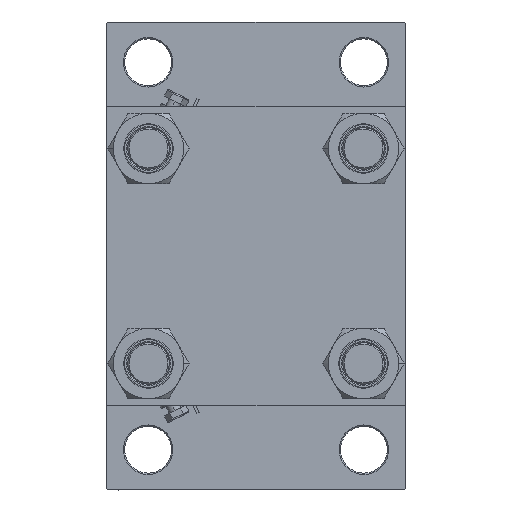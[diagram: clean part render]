
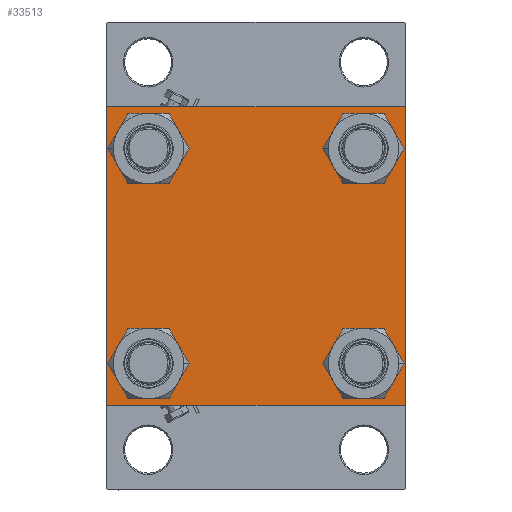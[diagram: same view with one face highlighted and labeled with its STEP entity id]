
A CAD part, left-side view. The second image highlights one B-rep face of the part: STEP entity #33513.
In plain terms, the highlighted planar face has unit normal (-1, 0, 0).
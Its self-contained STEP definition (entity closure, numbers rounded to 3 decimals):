
#363 = CIRCLE ( 'NONE', #15014, 8.5 ) ;
#1326 = CARTESIAN_POINT ( 'NONE',  ( 0., 57., 57.5 ) ) ;
#1523 = CARTESIAN_POINT ( 'NONE',  ( 0., -57.5, 57. ) ) ;
#1737 = VECTOR ( 'NONE', #38613, 1000. ) ;
#1985 = DIRECTION ( 'NONE',  ( 0., -1., 0. ) ) ;
#2828 = CARTESIAN_POINT ( 'NONE',  ( 0., -57.25, 57.25 ) ) ;
#2909 = VERTEX_POINT ( 'NONE', #38980 ) ;
#3089 = ORIENTED_EDGE ( 'NONE', *, *, #30087, .T. ) ;
#3187 = CARTESIAN_POINT ( 'NONE',  ( 0., 57.5, 57.5 ) ) ;
#3588 = DIRECTION ( 'NONE',  ( 0., 0., 1. ) ) ;
#4270 = LINE ( 'NONE', #2828, #19830 ) ;
#4291 = ORIENTED_EDGE ( 'NONE', *, *, #42053, .T. ) ;
#4964 = CARTESIAN_POINT ( 'NONE',  ( 0., 41.35, 41.35 ) ) ;
#5204 = VERTEX_POINT ( 'NONE', #43657 ) ;
#5295 = CARTESIAN_POINT ( 'NONE',  ( 0., -41.35, -41.35 ) ) ;
#6301 = VERTEX_POINT ( 'NONE', #43248 ) ;
#6380 = EDGE_CURVE ( 'NONE', #10528, #10090, #33786, .T. ) ;
#7056 = CARTESIAN_POINT ( 'NONE',  ( 0., 41.35, -41.35 ) ) ;
#7518 = EDGE_CURVE ( 'NONE', #21552, #40486, #36872, .T. ) ;
#7534 = FACE_OUTER_BOUND ( 'NONE', #26342, .T. ) ;
#8035 = PLANE ( 'NONE',  #10938 ) ;
#8435 = CIRCLE ( 'NONE', #42646, 8.5 ) ;
#8463 = CARTESIAN_POINT ( 'NONE',  ( 0., 57.5, -57. ) ) ;
#8617 = AXIS2_PLACEMENT_3D ( 'NONE', #41930, #48591, #14367 ) ;
#9134 = ORIENTED_EDGE ( 'NONE', *, *, #15828, .T. ) ;
#9307 = DIRECTION ( 'NONE',  ( 0., 0., 1. ) ) ;
#9655 = DIRECTION ( 'NONE',  ( 0., 0.707, -0.707 ) ) ;
#10080 = ORIENTED_EDGE ( 'NONE', *, *, #28647, .T. ) ;
#10090 = VERTEX_POINT ( 'NONE', #11335 ) ;
#10528 = VERTEX_POINT ( 'NONE', #8463 ) ;
#10780 = CARTESIAN_POINT ( 'NONE',  ( 0., -41.35, 32.85 ) ) ;
#10938 = AXIS2_PLACEMENT_3D ( 'NONE', #42504, #35593, #23096 ) ;
#11335 = CARTESIAN_POINT ( 'NONE',  ( 0., 57., -57.5 ) ) ;
#11722 = LINE ( 'NONE', #47188, #33164 ) ;
#12225 = DIRECTION ( 'NONE',  ( 0., -1., 0. ) ) ;
#13129 = EDGE_CURVE ( 'NONE', #10090, #14566, #50498, .T. ) ;
#13658 = VERTEX_POINT ( 'NONE', #45993 ) ;
#13729 = CARTESIAN_POINT ( 'NONE',  ( 0., 57.25, 57.25 ) ) ;
#13849 = EDGE_LOOP ( 'NONE', ( #24594, #9134 ) ) ;
#14289 = CIRCLE ( 'NONE', #42823, 8.5 ) ;
#14367 = DIRECTION ( 'NONE',  ( 0., 0., 1. ) ) ;
#14566 = VERTEX_POINT ( 'NONE', #28721 ) ;
#15014 = AXIS2_PLACEMENT_3D ( 'NONE', #5295, #20869, #20612 ) ;
#15202 = ORIENTED_EDGE ( 'NONE', *, *, #7518, .F. ) ;
#15828 = EDGE_CURVE ( 'NONE', #31660, #6301, #20322, .T. ) ;
#15995 = DIRECTION ( 'NONE',  ( 0., 0., 1. ) ) ;
#17476 = ORIENTED_EDGE ( 'NONE', *, *, #48514, .T. ) ;
#17647 = AXIS2_PLACEMENT_3D ( 'NONE', #47373, #39969, #15995 ) ;
#18226 = CARTESIAN_POINT ( 'NONE',  ( 0., -57.5, 57.5 ) ) ;
#18445 = CARTESIAN_POINT ( 'NONE',  ( 0., -57.25, -57.25 ) ) ;
#18753 = EDGE_CURVE ( 'NONE', #19727, #25067, #45118, .T. ) ;
#18876 = VECTOR ( 'NONE', #25886, 1000. ) ;
#19495 = ORIENTED_EDGE ( 'NONE', *, *, #46355, .T. ) ;
#19727 = VERTEX_POINT ( 'NONE', #1326 ) ;
#19830 = VECTOR ( 'NONE', #19834, 1000. ) ;
#19834 = DIRECTION ( 'NONE',  ( 0., 0.707, 0.707 ) ) ;
#20322 = CIRCLE ( 'NONE', #29266, 8.5 ) ;
#20612 = DIRECTION ( 'NONE',  ( 0., 0., 1. ) ) ;
#20661 = DIRECTION ( 'NONE',  ( 0., 0., 1. ) ) ;
#20869 = DIRECTION ( 'NONE',  ( 1., 0., 0. ) ) ;
#21042 = DIRECTION ( 'NONE',  ( 1., 0., 0. ) ) ;
#21552 = VERTEX_POINT ( 'NONE', #1523 ) ;
#22092 = CARTESIAN_POINT ( 'NONE',  ( 0., 41.35, -41.35 ) ) ;
#22310 = ORIENTED_EDGE ( 'NONE', *, *, #39155, .T. ) ;
#22340 = LINE ( 'NONE', #3187, #48331 ) ;
#22622 = DIRECTION ( 'NONE',  ( 1., 0., 0. ) ) ;
#23096 = DIRECTION ( 'NONE',  ( 0., 0., 1. ) ) ;
#23489 = DIRECTION ( 'NONE',  ( 0., 0., 1. ) ) ;
#23737 = CARTESIAN_POINT ( 'NONE',  ( 0., -41.35, 41.35 ) ) ;
#23855 = FACE_BOUND ( 'NONE', #48310, .T. ) ;
#24594 = ORIENTED_EDGE ( 'NONE', *, *, #47877, .T. ) ;
#24840 = CIRCLE ( 'NONE', #37835, 8.5 ) ;
#25067 = VERTEX_POINT ( 'NONE', #49965 ) ;
#25425 = DIRECTION ( 'NONE',  ( 1., 0., 0. ) ) ;
#25886 = DIRECTION ( 'NONE',  ( 0., 0., -1. ) ) ;
#26342 = EDGE_LOOP ( 'NONE', ( #4291, #26397, #34157, #19495, #15202, #10080, #46364, #48937 ) ) ;
#26397 = ORIENTED_EDGE ( 'NONE', *, *, #6380, .T. ) ;
#26931 = VECTOR ( 'NONE', #9655, 1000. ) ;
#28070 = CARTESIAN_POINT ( 'NONE',  ( 0., -57., 57.5 ) ) ;
#28280 = ORIENTED_EDGE ( 'NONE', *, *, #49883, .T. ) ;
#28647 = EDGE_CURVE ( 'NONE', #21552, #29781, #4270, .T. ) ;
#28721 = CARTESIAN_POINT ( 'NONE',  ( 0., -57., -57.5 ) ) ;
#29266 = AXIS2_PLACEMENT_3D ( 'NONE', #23737, #38548, #23489 ) ;
#29318 = VERTEX_POINT ( 'NONE', #38608 ) ;
#29781 = VERTEX_POINT ( 'NONE', #28070 ) ;
#30087 = EDGE_CURVE ( 'NONE', #2909, #13658, #363, .T. ) ;
#30603 = CIRCLE ( 'NONE', #8617, 8.5 ) ;
#30677 = CIRCLE ( 'NONE', #17647, 8.5 ) ;
#30972 = EDGE_CURVE ( 'NONE', #31720, #48761, #24840, .T. ) ;
#31027 = DIRECTION ( 'NONE',  ( 0., 0., 1. ) ) ;
#31660 = VERTEX_POINT ( 'NONE', #10780 ) ;
#31720 = VERTEX_POINT ( 'NONE', #35430 ) ;
#32608 = CARTESIAN_POINT ( 'NONE',  ( 0., 57.5, -57.5 ) ) ;
#33164 = VECTOR ( 'NONE', #12225, 1000. ) ;
#33433 = CARTESIAN_POINT ( 'NONE',  ( 0., -57.5, -57. ) ) ;
#33513 = ADVANCED_FACE ( 'NONE', ( #39165, #46582, #42759, #23855, #7534 ), #8035, .T. ) ;
#33751 = VECTOR ( 'NONE', #1985, 1000. ) ;
#33786 = LINE ( 'NONE', #45773, #1737 ) ;
#34157 = ORIENTED_EDGE ( 'NONE', *, *, #13129, .T. ) ;
#34966 = DIRECTION ( 'NONE',  ( 1., 0., 0. ) ) ;
#35430 = CARTESIAN_POINT ( 'NONE',  ( 0., 41.35, -32.85 ) ) ;
#35593 = DIRECTION ( 'NONE',  ( -1., 0., 0. ) ) ;
#36872 = LINE ( 'NONE', #18226, #18876 ) ;
#37835 = AXIS2_PLACEMENT_3D ( 'NONE', #7056, #22622, #31027 ) ;
#37842 = LINE ( 'NONE', #18445, #41950 ) ;
#38089 = DIRECTION ( 'NONE',  ( 0., -0.707, 0.707 ) ) ;
#38287 = CARTESIAN_POINT ( 'NONE',  ( 0., 41.35, 41.35 ) ) ;
#38548 = DIRECTION ( 'NONE',  ( 1., 0., 0. ) ) ;
#38608 = CARTESIAN_POINT ( 'NONE',  ( 0., 41.35, 32.85 ) ) ;
#38613 = DIRECTION ( 'NONE',  ( 0., -0.707, -0.707 ) ) ;
#38980 = CARTESIAN_POINT ( 'NONE',  ( 0., -41.35, -32.85 ) ) ;
#39155 = EDGE_CURVE ( 'NONE', #13658, #2909, #30677, .T. ) ;
#39165 = FACE_BOUND ( 'NONE', #13849, .T. ) ;
#39618 = CIRCLE ( 'NONE', #42900, 8.5 ) ;
#39624 = EDGE_CURVE ( 'NONE', #19727, #29781, #11722, .T. ) ;
#39969 = DIRECTION ( 'NONE',  ( 1., 0., 0. ) ) ;
#40486 = VERTEX_POINT ( 'NONE', #33433 ) ;
#41930 = CARTESIAN_POINT ( 'NONE',  ( 0., -41.35, 41.35 ) ) ;
#41950 = VECTOR ( 'NONE', #38089, 1000. ) ;
#42053 = EDGE_CURVE ( 'NONE', #25067, #10528, #22340, .T. ) ;
#42504 = CARTESIAN_POINT ( 'NONE',  ( 0., 0., 0. ) ) ;
#42646 = AXIS2_PLACEMENT_3D ( 'NONE', #22092, #25425, #20661 ) ;
#42759 = FACE_BOUND ( 'NONE', #50333, .T. ) ;
#42812 = EDGE_CURVE ( 'NONE', #48761, #31720, #8435, .T. ) ;
#42823 = AXIS2_PLACEMENT_3D ( 'NONE', #4964, #21042, #9307 ) ;
#42900 = AXIS2_PLACEMENT_3D ( 'NONE', #38287, #34966, #3588 ) ;
#43185 = CARTESIAN_POINT ( 'NONE',  ( 0., 41.35, -49.85 ) ) ;
#43248 = CARTESIAN_POINT ( 'NONE',  ( 0., -41.35, 49.85 ) ) ;
#43657 = CARTESIAN_POINT ( 'NONE',  ( 0., 41.35, 49.85 ) ) ;
#45118 = LINE ( 'NONE', #13729, #26931 ) ;
#45245 = EDGE_LOOP ( 'NONE', ( #3089, #22310 ) ) ;
#45561 = DIRECTION ( 'NONE',  ( 0., 0., -1. ) ) ;
#45773 = CARTESIAN_POINT ( 'NONE',  ( 0., 57.25, -57.25 ) ) ;
#45993 = CARTESIAN_POINT ( 'NONE',  ( 0., -41.35, -49.85 ) ) ;
#46355 = EDGE_CURVE ( 'NONE', #14566, #40486, #37842, .T. ) ;
#46364 = ORIENTED_EDGE ( 'NONE', *, *, #39624, .F. ) ;
#46582 = FACE_BOUND ( 'NONE', #45245, .T. ) ;
#47188 = CARTESIAN_POINT ( 'NONE',  ( 0., 57.5, 57.5 ) ) ;
#47373 = CARTESIAN_POINT ( 'NONE',  ( 0., -41.35, -41.35 ) ) ;
#47877 = EDGE_CURVE ( 'NONE', #6301, #31660, #30603, .T. ) ;
#48310 = EDGE_LOOP ( 'NONE', ( #28280, #17476 ) ) ;
#48331 = VECTOR ( 'NONE', #45561, 1000. ) ;
#48514 = EDGE_CURVE ( 'NONE', #29318, #5204, #14289, .T. ) ;
#48591 = DIRECTION ( 'NONE',  ( 1., 0., 0. ) ) ;
#48761 = VERTEX_POINT ( 'NONE', #43185 ) ;
#48937 = ORIENTED_EDGE ( 'NONE', *, *, #18753, .T. ) ;
#49186 = ORIENTED_EDGE ( 'NONE', *, *, #42812, .T. ) ;
#49196 = ORIENTED_EDGE ( 'NONE', *, *, #30972, .T. ) ;
#49883 = EDGE_CURVE ( 'NONE', #5204, #29318, #39618, .T. ) ;
#49965 = CARTESIAN_POINT ( 'NONE',  ( 0., 57.5, 57. ) ) ;
#50333 = EDGE_LOOP ( 'NONE', ( #49196, #49186 ) ) ;
#50498 = LINE ( 'NONE', #32608, #33751 ) ;
